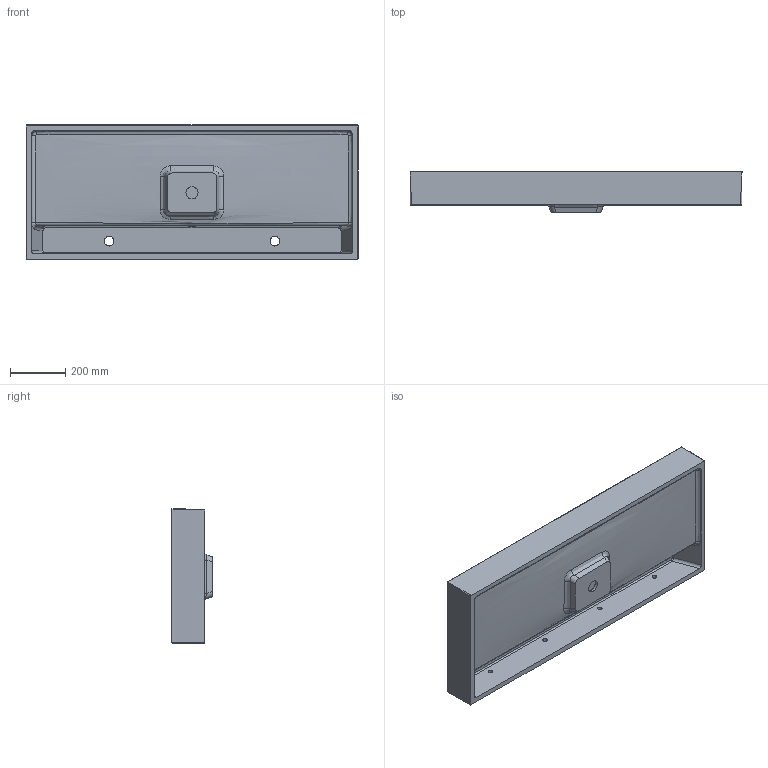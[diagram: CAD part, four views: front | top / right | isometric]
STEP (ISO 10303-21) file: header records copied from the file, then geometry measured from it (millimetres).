
FILE_DESCRIPTION (( 'STEP AP203' ), '1' );
FILE_NAME ('6229431212.step', '2020-12-18T12:37:18', ( 'admin' ), ( '' ), 'SwSTEP 2.0', 'SolidWorks 2019', '' );
FILE_SCHEMA (( 'CONFIG_CONTROL_DESIGN' ));
Length unit declared in the file: millimetre
Products named in the file (1): 6229431212
Bounding box: 1202.08 x 147 x 486.04 mm (x, y, z)
Volume: 16501189.2 mm3; surface area: 2111040.6 mm2
Topology: 2 solids, 2 shells, 186 faces, 479 edges, 296 vertices
Faces by surface type: bspline 90, cylinder 48, plane 34, cone 10, sphere 4
Entity records: 29660 total; most frequent: CARTESIAN_POINT 25842, ORIENTED_EDGE 950, DIRECTION 546, EDGE_CURVE 475, VERTEX_POINT 296, AXIS2_PLACEMENT_3D 216, EDGE_LOOP 205, B_SPLINE_CURVE_WITH_KNOTS 200
